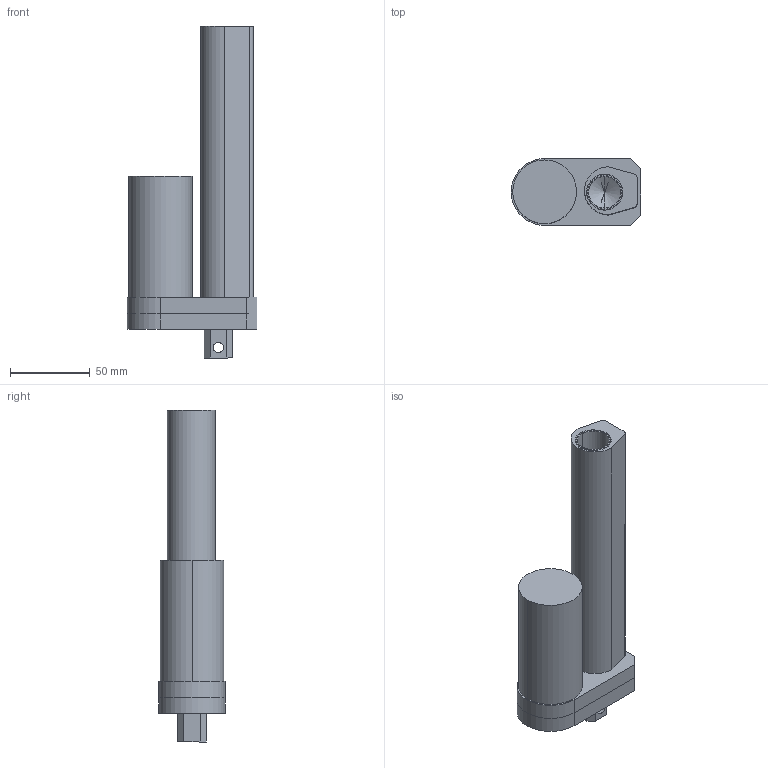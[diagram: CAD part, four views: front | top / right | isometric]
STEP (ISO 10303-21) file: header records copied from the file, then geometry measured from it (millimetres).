
FILE_DESCRIPTION (( 'STEP AP203' ), '1' );
FILE_NAME ('without_stroke.STEP', '2022-02-24T16:05:15', ( '' ), ( '' ), 'SwSTEP 2.0', 'SolidWorks 2018', '' );
FILE_SCHEMA (( 'CONFIG_CONTROL_DESIGN' ));
Length unit declared in the file: millimetre
Products named in the file (3): sa1; without_stroke; part 1
Assembly tree (2 placements, depth 2):
  without_stroke
    sa1
    part 1
Bounding box: 81.28 x 41.91 x 208 mm (x, y, z)
Volume: 295877.5 mm3; surface area: 56648.3 mm2
Topology: 3 solids, 3 shells, 50 faces, 116 edges, 75 vertices
Faces by surface type: plane 31, cylinder 15, cone 4
Entity records: 1713 total; most frequent: DIRECTION 256, CARTESIAN_POINT 244, ORIENTED_EDGE 228, EDGE_CURVE 114, AXIS2_PLACEMENT_3D 87, LINE 82, VECTOR 82, VERTEX_POINT 75
